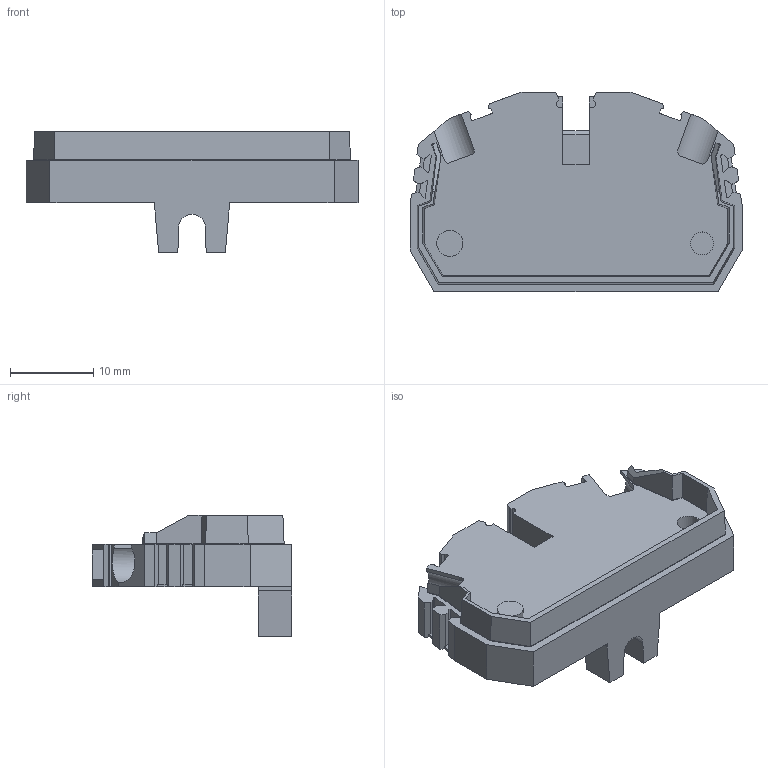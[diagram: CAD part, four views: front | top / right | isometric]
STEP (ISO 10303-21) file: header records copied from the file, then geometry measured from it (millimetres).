
FILE_DESCRIPTION(/* description */ (''),/* implementation_level */ '2;1');
FILE_NAME(/* name */ '3595_ZSRK_2,5_2A_D_F.stp',/* time_stamp */ '2021-05-17T12:14:02+02:00',/* author */ (''),/* organization */ (''),/* preprocessor_version */ 'ST-DEVELOPER v16.7',/* originating_system */ 'SIEMENS PLM Software NX 12.0',/* authorisation */ '');
FILE_SCHEMA (('AUTOMOTIVE_DESIGN { 1 0 10303 214 3 1 1 1 }'));
Length unit declared in the file: millimetre
Products named in the file (1): 3595_ZSRK_2,5_2A_D_F
Bounding box: 40 x 24 x 14.6 mm (x, y, z)
Volume: 4039.4 mm3; surface area: 3640 mm2
Topology: 1 solids, 1 shells, 233 faces, 661 edges, 436 vertices
Faces by surface type: plane 214, cylinder 18, cone 1
Full cylindrical faces by diameter (mm): 2.4 x2, 2.5 x1, 2.75 x1
Entity records: 7599 total; most frequent: CARTESIAN_POINT 1578, ORIENTED_EDGE 1308, DIRECTION 1134, EDGE_CURVE 654, LINE 576, VECTOR 576, VERTEX_POINT 434, AXIS2_PLACEMENT_3D 279
